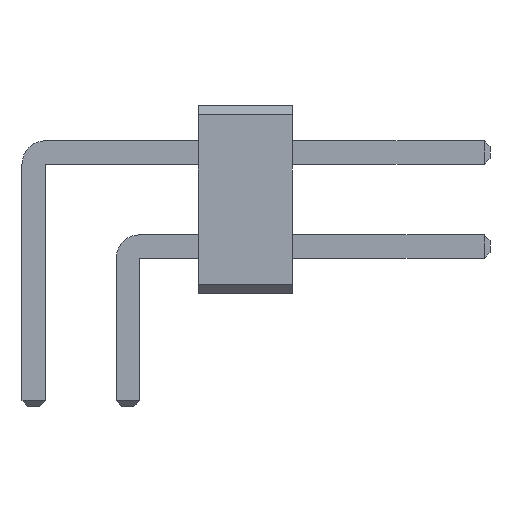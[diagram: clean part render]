
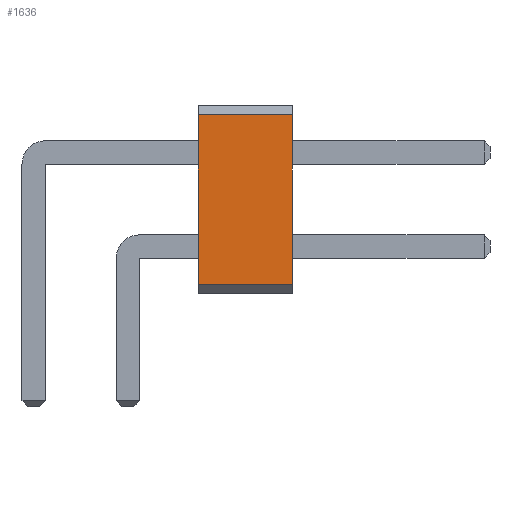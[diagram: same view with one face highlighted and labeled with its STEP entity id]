
A CAD part, front view. The second image highlights one B-rep face of the part: STEP entity #1636.
In plain terms, the highlighted planar face has unit normal (0, -1, 0).
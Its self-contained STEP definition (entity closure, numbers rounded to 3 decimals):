
#13=DIRECTION('',(0.,0.,1.));
#27=VECTOR('',#28,1.);
#28=DIRECTION('',(1.,0.,0.));
#57=DIRECTION('',(0.,-1.,0.));
#1623=VERTEX_POINT('',#1624);
#1624=CARTESIAN_POINT('',(5.5,-55.,0.2));
#1627=EDGE_CURVE('',#1628,#1623,#1630,.T.);
#1628=VERTEX_POINT('',#1629);
#1629=CARTESIAN_POINT('',(3.5,-55.,0.2));
#1630=LINE('',#1629,#27);
#1636=ADVANCED_FACE('',(#1637),#1654,.T.);
#1637=FACE_BOUND('',#1638,.T.);
#1638=EDGE_LOOP('',(#1639,#1640,#1646,#1651));
#1639=ORIENTED_EDGE('',*,*,#1627,.T.);
#1640=ORIENTED_EDGE('',*,*,#1641,.T.);
#1641=EDGE_CURVE('',#1623,#1642,#1644,.T.);
#1642=VERTEX_POINT('',#1643);
#1643=CARTESIAN_POINT('',(5.5,-55.,3.8));
#1644=LINE('',#1624,#1645);
#1645=VECTOR('',#13,1.);
#1646=ORIENTED_EDGE('',*,*,#1647,.F.);
#1647=EDGE_CURVE('',#1648,#1642,#1650,.T.);
#1648=VERTEX_POINT('',#1649);
#1649=CARTESIAN_POINT('',(3.5,-55.,3.8));
#1650=LINE('',#1649,#27);
#1651=ORIENTED_EDGE('',*,*,#1652,.F.);
#1652=EDGE_CURVE('',#1628,#1648,#1653,.T.);
#1653=LINE('',#1629,#1645);
#1654=PLANE('',#1655);
#1655=AXIS2_PLACEMENT_3D('',#1629,#57,#13);
